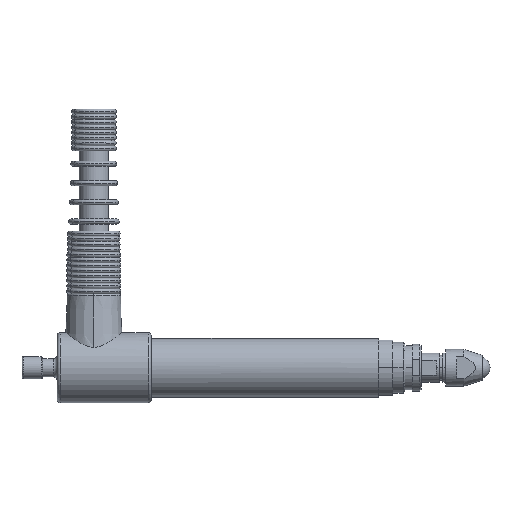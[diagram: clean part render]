
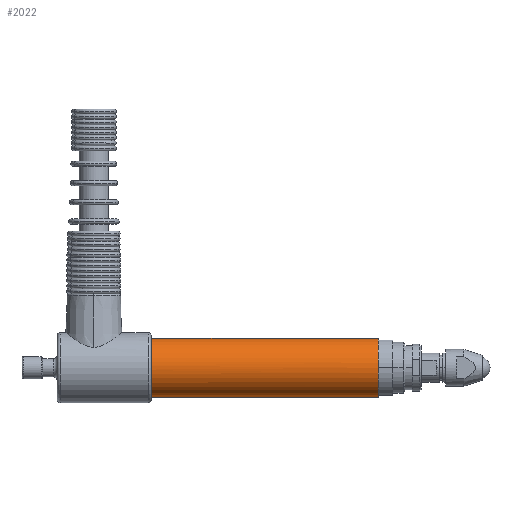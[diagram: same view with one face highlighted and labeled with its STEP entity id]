
A CAD part, top view. The second image highlights one B-rep face of the part: STEP entity #2022.
In plain terms, the highlighted cylindrical face has radius 4 mm (diameter 8 mm), a partial arc.
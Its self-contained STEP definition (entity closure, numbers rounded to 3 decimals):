
#56 = DIRECTION ( 'NONE',  ( -1., 0., 0. ) ) ;
#103 = LINE ( 'NONE', #5631, #2014 ) ;
#277 = DIRECTION ( 'NONE',  ( 1., 0., 0. ) ) ;
#388 = ORIENTED_EDGE ( 'NONE', *, *, #9028, .T. ) ;
#788 = DIRECTION ( 'NONE',  ( 1., 0., 0. ) ) ;
#1066 = CARTESIAN_POINT ( 'NONE',  ( -41.65, 1.392, 3.75 ) ) ;
#1275 = ORIENTED_EDGE ( 'NONE', *, *, #6109, .T. ) ;
#1303 = EDGE_CURVE ( 'NONE', #3456, #6212, #103, .T. ) ;
#1645 = ORIENTED_EDGE ( 'NONE', *, *, #5611, .F. ) ;
#1715 = VERTEX_POINT ( 'NONE', #9046 ) ;
#2014 = VECTOR ( 'NONE', #5501, 1000. ) ;
#2022 = ADVANCED_FACE ( 'NONE', ( #2176 ), #5001, .T. ) ;
#2025 = CARTESIAN_POINT ( 'NONE',  ( -41.65, 0., 0. ) ) ;
#2176 = FACE_OUTER_BOUND ( 'NONE', #6486, .T. ) ;
#2312 = CARTESIAN_POINT ( 'NONE',  ( -41.65, -1.392, 3.75 ) ) ;
#2384 = VECTOR ( 'NONE', #6494, 1000. ) ;
#2673 = ORIENTED_EDGE ( 'NONE', *, *, #5682, .F. ) ;
#2774 = DIRECTION ( 'NONE',  ( 1., 0., 0. ) ) ;
#2795 = VERTEX_POINT ( 'NONE', #4394 ) ;
#2998 = VECTOR ( 'NONE', #4796, 1000. ) ;
#3121 = CIRCLE ( 'NONE', #8831, 4. ) ;
#3322 = CIRCLE ( 'NONE', #4047, 4. ) ;
#3456 = VERTEX_POINT ( 'NONE', #2312 ) ;
#3562 = EDGE_CURVE ( 'NONE', #6212, #1715, #8011, .T. ) ;
#3644 = CARTESIAN_POINT ( 'NONE',  ( 290.143, 0., 0. ) ) ;
#3733 = CARTESIAN_POINT ( 'NONE',  ( 290.143, 1.392, 3.75 ) ) ;
#3936 = CARTESIAN_POINT ( 'NONE',  ( 290.143, -4., 0. ) ) ;
#4015 = CARTESIAN_POINT ( 'NONE',  ( -42.4, 4., 0. ) ) ;
#4047 = AXIS2_PLACEMENT_3D ( 'NONE', #6866, #788, #5594 ) ;
#4187 = AXIS2_PLACEMENT_3D ( 'NONE', #6497, #277, #5794 ) ;
#4379 = VERTEX_POINT ( 'NONE', #4015 ) ;
#4394 = CARTESIAN_POINT ( 'NONE',  ( -42.4, 1.392, 3.75 ) ) ;
#4578 = ORIENTED_EDGE ( 'NONE', *, *, #1303, .T. ) ;
#4796 = DIRECTION ( 'NONE',  ( 1., 0., 0. ) ) ;
#4840 = CIRCLE ( 'NONE', #6290, 4. ) ;
#4862 = EDGE_CURVE ( 'NONE', #8752, #6557, #3322, .T. ) ;
#5001 = CYLINDRICAL_SURFACE ( 'NONE', #8985, 4. ) ;
#5193 = VERTEX_POINT ( 'NONE', #1066 ) ;
#5394 = ORIENTED_EDGE ( 'NONE', *, *, #4862, .F. ) ;
#5501 = DIRECTION ( 'NONE',  ( -1., 0., 0. ) ) ;
#5569 = DIRECTION ( 'NONE',  ( 0., 1., 0. ) ) ;
#5570 = DIRECTION ( 'NONE',  ( 1., 0., 0. ) ) ;
#5594 = DIRECTION ( 'NONE',  ( 0., 1., 0. ) ) ;
#5611 = EDGE_CURVE ( 'NONE', #2795, #4379, #4840, .T. ) ;
#5631 = CARTESIAN_POINT ( 'NONE',  ( 290.143, -1.392, 3.75 ) ) ;
#5682 = EDGE_CURVE ( 'NONE', #4379, #8752, #7178, .T. ) ;
#5794 = DIRECTION ( 'NONE',  ( 0., -1., 0. ) ) ;
#5899 = EDGE_CURVE ( 'NONE', #5193, #3456, #3121, .T. ) ;
#6109 = EDGE_CURVE ( 'NONE', #2795, #5193, #7175, .T. ) ;
#6212 = VERTEX_POINT ( 'NONE', #8992 ) ;
#6290 = AXIS2_PLACEMENT_3D ( 'NONE', #8930, #56, #6951 ) ;
#6398 = DIRECTION ( 'NONE',  ( 0., 1., 0. ) ) ;
#6486 = EDGE_LOOP ( 'NONE', ( #8722, #388, #5394, #2673, #1645, #1275, #8298, #4578 ) ) ;
#6494 = DIRECTION ( 'NONE',  ( 1., 0., 0. ) ) ;
#6497 = CARTESIAN_POINT ( 'NONE',  ( -42.35, 0., 0. ) ) ;
#6498 = DIRECTION ( 'NONE',  ( 1., 0., 0. ) ) ;
#6557 = VERTEX_POINT ( 'NONE', #8099 ) ;
#6727 = VECTOR ( 'NONE', #6498, 1000. ) ;
#6866 = CARTESIAN_POINT ( 'NONE',  ( -5.65, 0., 0. ) ) ;
#6881 = LINE ( 'NONE', #3936, #2998 ) ;
#6951 = DIRECTION ( 'NONE',  ( 0., -1., 0. ) ) ;
#7175 = LINE ( 'NONE', #3733, #2384 ) ;
#7178 = LINE ( 'NONE', #8552, #6727 ) ;
#8011 = CIRCLE ( 'NONE', #4187, 4. ) ;
#8099 = CARTESIAN_POINT ( 'NONE',  ( -5.65, -4., 0. ) ) ;
#8298 = ORIENTED_EDGE ( 'NONE', *, *, #5899, .T. ) ;
#8418 = CARTESIAN_POINT ( 'NONE',  ( -5.65, 4., 0. ) ) ;
#8552 = CARTESIAN_POINT ( 'NONE',  ( 290.143, 4., 0. ) ) ;
#8722 = ORIENTED_EDGE ( 'NONE', *, *, #3562, .T. ) ;
#8752 = VERTEX_POINT ( 'NONE', #8418 ) ;
#8831 = AXIS2_PLACEMENT_3D ( 'NONE', #2025, #2774, #5569 ) ;
#8930 = CARTESIAN_POINT ( 'NONE',  ( -42.4, 0., 0. ) ) ;
#8985 = AXIS2_PLACEMENT_3D ( 'NONE', #3644, #5570, #6398 ) ;
#8992 = CARTESIAN_POINT ( 'NONE',  ( -42.35, -1.392, 3.75 ) ) ;
#9028 = EDGE_CURVE ( 'NONE', #1715, #6557, #6881, .T. ) ;
#9046 = CARTESIAN_POINT ( 'NONE',  ( -42.35, -4., 0. ) ) ;
